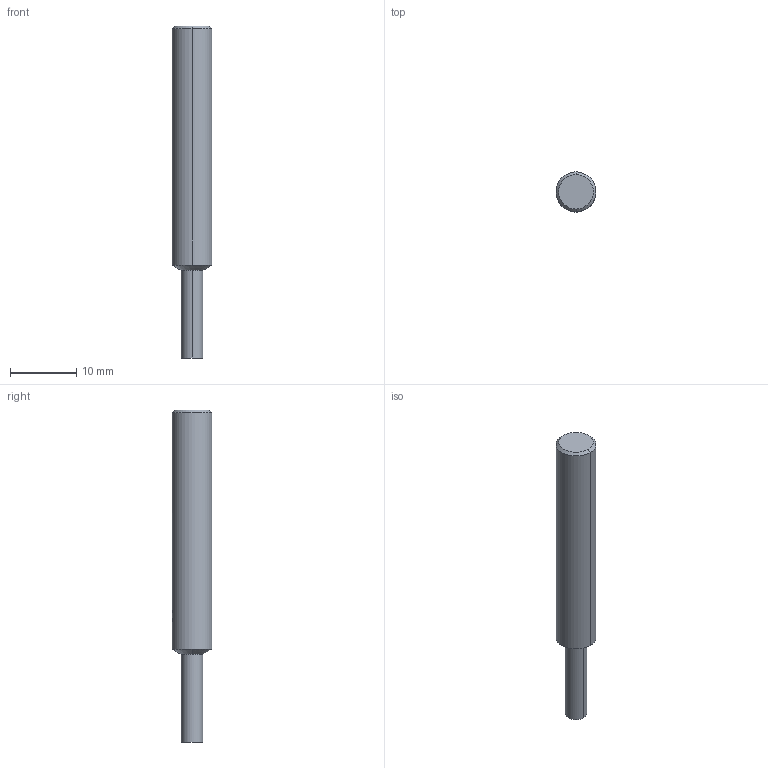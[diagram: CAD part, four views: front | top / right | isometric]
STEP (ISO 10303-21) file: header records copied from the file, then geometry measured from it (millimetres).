
FILE_DESCRIPTION(('no description'),'unknown implementation level');
FILE_NAME('3182633.stp',' ',('CIM GmbH Aachen'),('CADClick - KiM GmbH - www.kimweb.de'),'unknown preprocess','ACIS','unknown authorization');
FILE_SCHEMA(('automotive_design'));
Length unit declared in the file: millimetre
Products named in the file (2): 1; 2
Bounding box: 6 x 6 x 50 mm (x, y, z)
Volume: 1142.5 mm3; surface area: 1045.6 mm2
Topology: 2 solids, 2 shells, 31 faces, 73 edges, 48 vertices
Faces by surface type: cylinder 16, plane 11, cone 4
Entity records: 2004 total; most frequent: CARTESIAN_POINT 373, DIRECTION 159, STYLED_ITEM 154, PRESENTATION_STYLE_ASSIGNMENT 154, COLOUR_RGB 154, ORIENTED_EDGE 146, EDGE_CURVE 73, CURVE_STYLE 73
